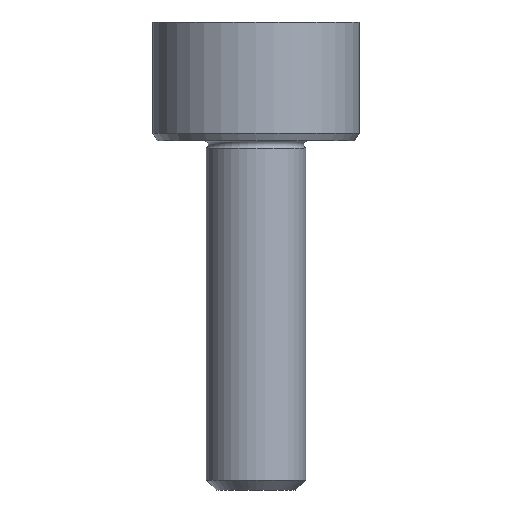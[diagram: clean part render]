
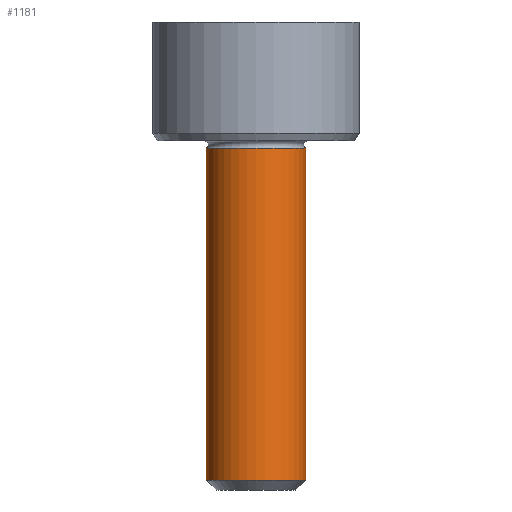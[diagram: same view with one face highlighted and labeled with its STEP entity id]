
A CAD part, front view. The second image highlights one B-rep face of the part: STEP entity #1181.
In plain terms, the highlighted cylindrical face has radius 1.25 mm (diameter 2.5 mm), a full revolution.
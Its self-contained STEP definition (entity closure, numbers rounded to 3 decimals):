
#16=CYLINDRICAL_SURFACE('',#1246,1.25);
#37=CIRCLE('',#1245,1.25);
#38=CIRCLE('',#1247,1.25);
#39=CIRCLE('',#1248,1.25);
#128=FACE_OUTER_BOUND('',#198,.T.);
#198=EDGE_LOOP('',(#1056,#1057,#1058,#1059,#1060));
#284=LINE('',#2290,#366);
#366=VECTOR('',#1417,1.25);
#553=VERTEX_POINT('',#2282);
#554=VERTEX_POINT('',#2286);
#555=VERTEX_POINT('',#2287);
#723=EDGE_CURVE('',#553,#553,#37,.T.);
#725=EDGE_CURVE('',#554,#555,#38,.T.);
#726=EDGE_CURVE('',#555,#554,#39,.T.);
#727=EDGE_CURVE('',#555,#553,#284,.T.);
#1056=ORIENTED_EDGE('',*,*,#725,.F.);
#1057=ORIENTED_EDGE('',*,*,#726,.F.);
#1058=ORIENTED_EDGE('',*,*,#727,.T.);
#1059=ORIENTED_EDGE('',*,*,#723,.T.);
#1060=ORIENTED_EDGE('',*,*,#727,.F.);
#1181=ADVANCED_FACE('',(#128),#16,.T.);
#1245=AXIS2_PLACEMENT_3D('',#2283,#1408,#1409);
#1246=AXIS2_PLACEMENT_3D('',#2285,#1411,#1412);
#1247=AXIS2_PLACEMENT_3D('',#2288,#1413,#1414);
#1248=AXIS2_PLACEMENT_3D('',#2289,#1415,#1416);
#1408=DIRECTION('center_axis',(0.,0.,1.));
#1409=DIRECTION('ref_axis',(0.,-1.,0.));
#1411=DIRECTION('center_axis',(0.,0.,1.));
#1412=DIRECTION('ref_axis',(0.,-1.,0.));
#1413=DIRECTION('center_axis',(0.,0.,1.));
#1414=DIRECTION('ref_axis',(0.,-1.,0.));
#1415=DIRECTION('center_axis',(0.,0.,1.));
#1416=DIRECTION('ref_axis',(0.,-1.,0.));
#1417=DIRECTION('',(0.,0.,-1.));
#2282=CARTESIAN_POINT('',(0.,1.25,-8.55));
#2283=CARTESIAN_POINT('Origin',(0.,0.,-8.55));
#2285=CARTESIAN_POINT('Origin',(0.,0.,-4.368));
#2286=CARTESIAN_POINT('',(-1.25,0.,-0.187));
#2287=CARTESIAN_POINT('',(0.,1.25,-0.187));
#2288=CARTESIAN_POINT('Origin',(0.,0.,-0.187));
#2289=CARTESIAN_POINT('Origin',(0.,0.,-0.187));
#2290=CARTESIAN_POINT('',(0.,1.25,-4.368));
